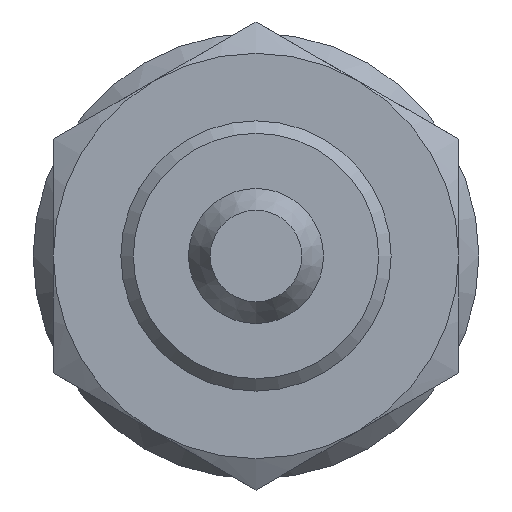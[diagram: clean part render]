
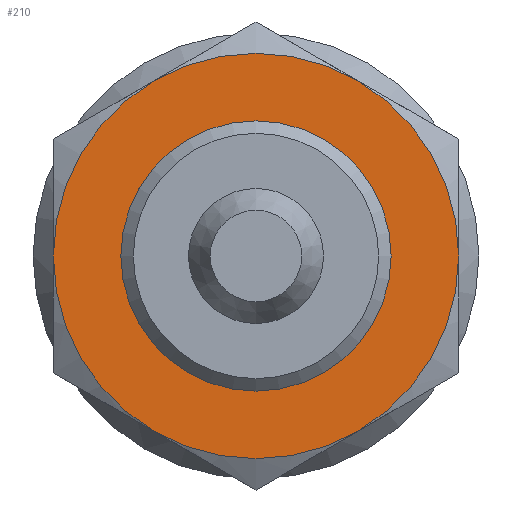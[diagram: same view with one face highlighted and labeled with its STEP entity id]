
A CAD part, front view. The second image highlights one B-rep face of the part: STEP entity #210.
In plain terms, the highlighted planar face has unit normal (0, -1, 0).
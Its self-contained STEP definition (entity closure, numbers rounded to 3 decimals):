
#210 = ADVANCED_FACE( '', ( #431, #432 ), #433, .F. );
#431 = FACE_BOUND( '', #651, .T. );
#432 = FACE_OUTER_BOUND( '', #652, .T. );
#433 = PLANE( '', #653 );
#651 = EDGE_LOOP( '', ( #1173 ) );
#652 = EDGE_LOOP( '', ( #1174, #1175, #1176, #1177, #1178, #1179 ) );
#653 = AXIS2_PLACEMENT_3D( '', #1180, #1181, #1182 );
#1173 = ORIENTED_EDGE( '', *, *, #1345, .F. );
#1174 = ORIENTED_EDGE( '', *, *, #1405, .T. );
#1175 = ORIENTED_EDGE( '', *, *, #1414, .T. );
#1176 = ORIENTED_EDGE( '', *, *, #1293, .T. );
#1177 = ORIENTED_EDGE( '', *, *, #1275, .T. );
#1178 = ORIENTED_EDGE( '', *, *, #1424, .T. );
#1179 = ORIENTED_EDGE( '', *, *, #1309, .T. );
#1180 = CARTESIAN_POINT( '', ( 15., -31., 0. ) );
#1181 = DIRECTION( '', ( 0., 1., 0. ) );
#1182 = DIRECTION( '', ( 0., 0., 1. ) );
#1275 = EDGE_CURVE( '', #1525, #1522, #1526, .T. );
#1293 = EDGE_CURVE( '', #1553, #1525, #1556, .T. );
#1309 = EDGE_CURVE( '', #1581, #1578, #1582, .T. );
#1345 = EDGE_CURVE( '', #1631, #1631, #1632, .F. );
#1405 = EDGE_CURVE( '', #1578, #1536, #1705, .T. );
#1414 = EDGE_CURVE( '', #1536, #1553, #1714, .T. );
#1424 = EDGE_CURVE( '', #1522, #1581, #1725, .T. );
#1522 = VERTEX_POINT( '', #1898 );
#1525 = VERTEX_POINT( '', #1908 );
#1526 = CIRCLE( '', #1909, 15. );
#1536 = VERTEX_POINT( '', #1939 );
#1553 = VERTEX_POINT( '', #1978 );
#1556 = CIRCLE( '', #1993, 15. );
#1578 = VERTEX_POINT( '', #2040 );
#1581 = VERTEX_POINT( '', #2050 );
#1582 = CIRCLE( '', #2051, 15. );
#1631 = VERTEX_POINT( '', #2128 );
#1632 = CIRCLE( '', #2129, 10. );
#1705 = CIRCLE( '', #2276, 15. );
#1714 = CIRCLE( '', #2303, 15. );
#1725 = CIRCLE( '', #2314, 15. );
#1898 = CARTESIAN_POINT( '', ( -15., -31., 0. ) );
#1908 = CARTESIAN_POINT( '', ( -7.5, -31., 12.99 ) );
#1909 = AXIS2_PLACEMENT_3D( '', #2366, #2367, #2368 );
#1939 = CARTESIAN_POINT( '', ( 15., -31., 0. ) );
#1978 = CARTESIAN_POINT( '', ( 7.5, -31., 12.99 ) );
#1993 = AXIS2_PLACEMENT_3D( '', #2375, #2376, #2377 );
#2040 = CARTESIAN_POINT( '', ( 7.5, -31., -12.99 ) );
#2050 = CARTESIAN_POINT( '', ( -7.5, -31., -12.99 ) );
#2051 = AXIS2_PLACEMENT_3D( '', #2386, #2387, #2388 );
#2128 = CARTESIAN_POINT( '', ( 0., -31., 10. ) );
#2129 = AXIS2_PLACEMENT_3D( '', #2433, #2434, #2435 );
#2276 = AXIS2_PLACEMENT_3D( '', #2489, #2490, #2491 );
#2303 = AXIS2_PLACEMENT_3D( '', #2493, #2494, #2495 );
#2314 = AXIS2_PLACEMENT_3D( '', #2499, #2500, #2501 );
#2366 = CARTESIAN_POINT( '', ( 0., -31., 0. ) );
#2367 = DIRECTION( '', ( 0., -1., 0. ) );
#2368 = DIRECTION( '', ( 0., 0., -1. ) );
#2375 = CARTESIAN_POINT( '', ( 0., -31., 0. ) );
#2376 = DIRECTION( '', ( 0., -1., 0. ) );
#2377 = DIRECTION( '', ( 0., 0., -1. ) );
#2386 = CARTESIAN_POINT( '', ( 0., -31., 0. ) );
#2387 = DIRECTION( '', ( 0., -1., 0. ) );
#2388 = DIRECTION( '', ( 0., 0., -1. ) );
#2433 = CARTESIAN_POINT( '', ( 0., -31., 0. ) );
#2434 = DIRECTION( '', ( 0., 1., 0. ) );
#2435 = DIRECTION( '', ( 0., 0., 1. ) );
#2489 = CARTESIAN_POINT( '', ( 0., -31., 0. ) );
#2490 = DIRECTION( '', ( 0., -1., 0. ) );
#2491 = DIRECTION( '', ( 0., 0., -1. ) );
#2493 = CARTESIAN_POINT( '', ( 0., -31., 0. ) );
#2494 = DIRECTION( '', ( 0., -1., 0. ) );
#2495 = DIRECTION( '', ( 0., 0., -1. ) );
#2499 = CARTESIAN_POINT( '', ( 0., -31., 0. ) );
#2500 = DIRECTION( '', ( 0., -1., 0. ) );
#2501 = DIRECTION( '', ( 0., 0., -1. ) );
